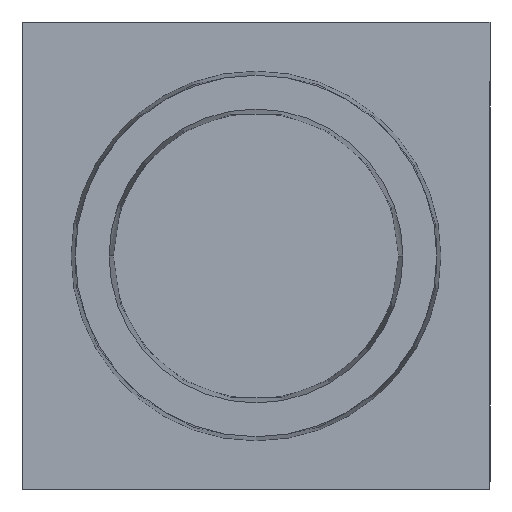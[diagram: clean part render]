
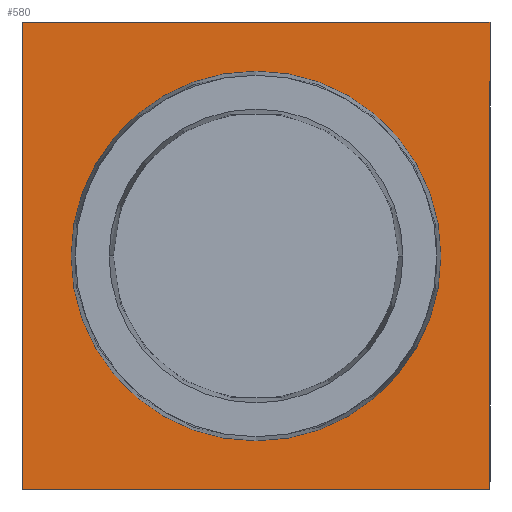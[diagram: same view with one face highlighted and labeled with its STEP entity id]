
A CAD part, front view. The second image highlights one B-rep face of the part: STEP entity #580.
In plain terms, the highlighted planar face has unit normal (0, -1, 0).
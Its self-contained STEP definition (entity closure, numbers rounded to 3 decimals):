
#17 = VERTEX_POINT ( 'NONE', #647 ) ;
#58 = DIRECTION ( 'NONE',  ( 0., 1., 0. ) ) ;
#85 = LINE ( 'NONE', #1262, #654 ) ;
#144 = ORIENTED_EDGE ( 'NONE', *, *, #152, .F. ) ;
#152 = EDGE_CURVE ( 'NONE', #231, #598, #1185, .T. ) ;
#156 = ORIENTED_EDGE ( 'NONE', *, *, #794, .F. ) ;
#212 = CARTESIAN_POINT ( 'NONE',  ( -25., 0., -25. ) ) ;
#225 = VECTOR ( 'NONE', #1288, 1000. ) ;
#231 = VERTEX_POINT ( 'NONE', #606 ) ;
#249 = AXIS2_PLACEMENT_3D ( 'NONE', #1346, #604, #701 ) ;
#271 = CARTESIAN_POINT ( 'NONE',  ( 0., 0., 0. ) ) ;
#314 = VERTEX_POINT ( 'NONE', #958 ) ;
#375 = LINE ( 'NONE', #602, #543 ) ;
#378 = FACE_OUTER_BOUND ( 'NONE', #1258, .T. ) ;
#399 = ORIENTED_EDGE ( 'NONE', *, *, #616, .T. ) ;
#485 = PLANE ( 'NONE',  #249 ) ;
#493 = DIRECTION ( 'NONE',  ( 1., 0., 0. ) ) ;
#543 = VECTOR ( 'NONE', #493, 1000. ) ;
#580 = ADVANCED_FACE ( 'NONE', ( #378, #951 ), #485, .F. ) ;
#593 = DIRECTION ( 'NONE',  ( 0., 1., 0. ) ) ;
#598 = VERTEX_POINT ( 'NONE', #816 ) ;
#602 = CARTESIAN_POINT ( 'NONE',  ( -25., 0., 25. ) ) ;
#604 = DIRECTION ( 'NONE',  ( 0., 1., 0. ) ) ;
#606 = CARTESIAN_POINT ( 'NONE',  ( 25., 0., 25. ) ) ;
#611 = VECTOR ( 'NONE', #1341, 1000. ) ;
#616 = EDGE_CURVE ( 'NONE', #1028, #17, #1268, .T. ) ;
#621 = EDGE_CURVE ( 'NONE', #959, #231, #375, .T. ) ;
#633 = AXIS2_PLACEMENT_3D ( 'NONE', #922, #58, #1137 ) ;
#647 = CARTESIAN_POINT ( 'NONE',  ( 0., 0., 19.75 ) ) ;
#654 = VECTOR ( 'NONE', #1374, 1000. ) ;
#694 = EDGE_CURVE ( 'NONE', #314, #959, #85, .T. ) ;
#701 = DIRECTION ( 'NONE',  ( 0., 0., 1. ) ) ;
#794 = EDGE_CURVE ( 'NONE', #598, #314, #1069, .T. ) ;
#816 = CARTESIAN_POINT ( 'NONE',  ( 25., 0., -25. ) ) ;
#851 = ORIENTED_EDGE ( 'NONE', *, *, #621, .F. ) ;
#922 = CARTESIAN_POINT ( 'NONE',  ( 0., 0., 0. ) ) ;
#951 = FACE_BOUND ( 'NONE', #1088, .T. ) ;
#958 = CARTESIAN_POINT ( 'NONE',  ( -25., 0., -25. ) ) ;
#959 = VERTEX_POINT ( 'NONE', #1195 ) ;
#992 = DIRECTION ( 'NONE',  ( 0., 0., 1. ) ) ;
#1012 = AXIS2_PLACEMENT_3D ( 'NONE', #271, #593, #992 ) ;
#1028 = VERTEX_POINT ( 'NONE', #1110 ) ;
#1056 = EDGE_CURVE ( 'NONE', #17, #1028, #1385, .T. ) ;
#1069 = LINE ( 'NONE', #212, #225 ) ;
#1088 = EDGE_LOOP ( 'NONE', ( #1172, #399 ) ) ;
#1110 = CARTESIAN_POINT ( 'NONE',  ( 0., 0., -19.75 ) ) ;
#1115 = CARTESIAN_POINT ( 'NONE',  ( 25., 0., -25. ) ) ;
#1120 = ORIENTED_EDGE ( 'NONE', *, *, #694, .F. ) ;
#1137 = DIRECTION ( 'NONE',  ( 0., 0., 1. ) ) ;
#1172 = ORIENTED_EDGE ( 'NONE', *, *, #1056, .T. ) ;
#1185 = LINE ( 'NONE', #1115, #611 ) ;
#1195 = CARTESIAN_POINT ( 'NONE',  ( -25., 0., 25. ) ) ;
#1258 = EDGE_LOOP ( 'NONE', ( #144, #851, #1120, #156 ) ) ;
#1262 = CARTESIAN_POINT ( 'NONE',  ( -25., 0., -25. ) ) ;
#1268 = CIRCLE ( 'NONE', #633, 19.75 ) ;
#1288 = DIRECTION ( 'NONE',  ( -1., 0., 0. ) ) ;
#1341 = DIRECTION ( 'NONE',  ( 0., 0., -1. ) ) ;
#1346 = CARTESIAN_POINT ( 'NONE',  ( 25., 0., 25. ) ) ;
#1374 = DIRECTION ( 'NONE',  ( 0., 0., 1. ) ) ;
#1385 = CIRCLE ( 'NONE', #1012, 19.75 ) ;
